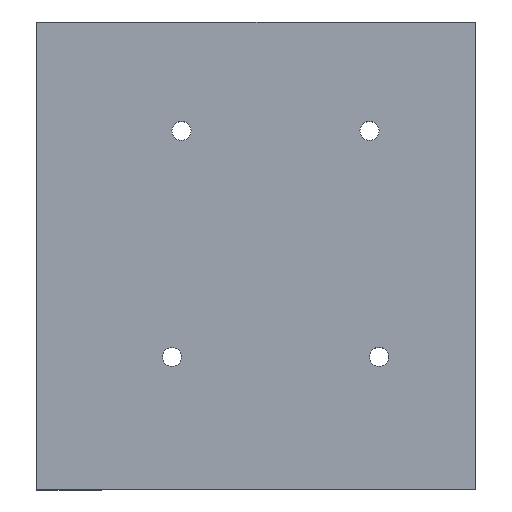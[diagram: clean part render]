
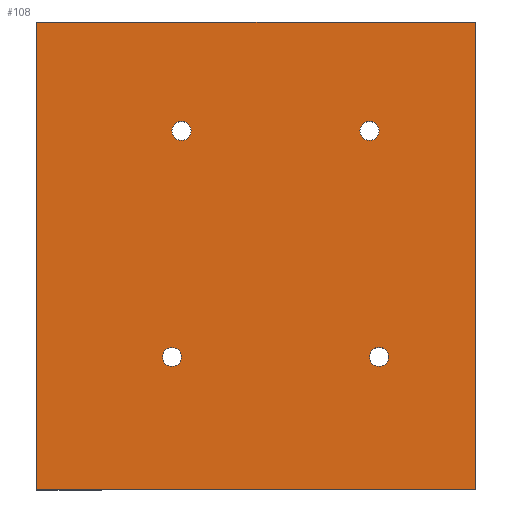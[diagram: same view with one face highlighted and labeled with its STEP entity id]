
A CAD part, top view. The second image highlights one B-rep face of the part: STEP entity #108.
In plain terms, the highlighted planar face has unit normal (0, 0, 1).
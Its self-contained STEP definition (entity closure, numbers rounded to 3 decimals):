
#5 = ORIENTED_EDGE ( 'NONE', *, *, #341, .F. ) ;
#6 = DIRECTION ( 'NONE',  ( 1., 0., 0. ) ) ;
#13 = CARTESIAN_POINT ( 'NONE',  ( -3.044, 22., 24.512 ) ) ;
#18 = CARTESIAN_POINT ( 'NONE',  ( 3.322, 16.868, 24.512 ) ) ;
#22 = CARTESIAN_POINT ( 'NONE',  ( 12.628, 16.868, 24.512 ) ) ;
#29 = CARTESIAN_POINT ( 'NONE',  ( 4.224, 16.868, 24.512 ) ) ;
#42 = EDGE_CURVE ( 'NONE', #627, #477, #179, .T. ) ;
#58 = CARTESIAN_POINT ( 'NONE',  ( 13.079, 6.224, 24.512 ) ) ;
#80 = AXIS2_PLACEMENT_3D ( 'NONE', #625, #558, #418 ) ;
#108 = ADVANCED_FACE ( 'NONE', ( #264, #253, #392, #458, #469 ), #387, .F. ) ;
#115 = VERTEX_POINT ( 'NONE', #181 ) ;
#116 = DIRECTION ( 'NONE',  ( 0., -1., 0. ) ) ;
#119 = VECTOR ( 'NONE', #430, 1000. ) ;
#122 = EDGE_CURVE ( 'NONE', #734, #584, #247, .T. ) ;
#130 = AXIS2_PLACEMENT_3D ( 'NONE', #529, #885, #743 ) ;
#132 = CARTESIAN_POINT ( 'NONE',  ( 2.876, 6.224, 24.512 ) ) ;
#134 = EDGE_CURVE ( 'NONE', #512, #807, #897, .T. ) ;
#138 = CIRCLE ( 'NONE', #742, 0.451 ) ;
#145 = CARTESIAN_POINT ( 'NONE',  ( 13.079, 16.868, 24.512 ) ) ;
#151 = ORIENTED_EDGE ( 'NONE', *, *, #869, .F. ) ;
#177 = ORIENTED_EDGE ( 'NONE', *, *, #134, .F. ) ;
#179 = CIRCLE ( 'NONE', #686, 0.446 ) ;
#181 = CARTESIAN_POINT ( 'NONE',  ( 17.606, 0., 24.512 ) ) ;
#182 = EDGE_LOOP ( 'NONE', ( #724, #378 ) ) ;
#183 = DIRECTION ( 'NONE',  ( 0., 0., 1. ) ) ;
#196 = EDGE_LOOP ( 'NONE', ( #677, #177 ) ) ;
#207 = VERTEX_POINT ( 'NONE', #13 ) ;
#213 = ORIENTED_EDGE ( 'NONE', *, *, #774, .F. ) ;
#222 = CARTESIAN_POINT ( 'NONE',  ( 17.606, 22., 24.512 ) ) ;
#228 = CARTESIAN_POINT ( 'NONE',  ( 0., 0., 24.512 ) ) ;
#234 = CARTESIAN_POINT ( 'NONE',  ( 3.768, 6.224, 24.512 ) ) ;
#247 = CIRCLE ( 'NONE', #735, 0.45 ) ;
#249 = DIRECTION ( 'NONE',  ( 1., 0., 0. ) ) ;
#253 = FACE_BOUND ( 'NONE', #182, .T. ) ;
#264 = FACE_BOUND ( 'NONE', #776, .T. ) ;
#269 = CARTESIAN_POINT ( 'NONE',  ( 12.629, 6.224, 24.512 ) ) ;
#272 = VERTEX_POINT ( 'NONE', #696 ) ;
#293 = ORIENTED_EDGE ( 'NONE', *, *, #487, .T. ) ;
#299 = LINE ( 'NONE', #228, #472 ) ;
#307 = LINE ( 'NONE', #745, #319 ) ;
#319 = VECTOR ( 'NONE', #116, 1000. ) ;
#336 = DIRECTION ( 'NONE',  ( 1., 0., 0. ) ) ;
#341 = EDGE_CURVE ( 'NONE', #272, #115, #783, .T. ) ;
#350 = CARTESIAN_POINT ( 'NONE',  ( 12.177, 16.868, 24.512 ) ) ;
#354 = EDGE_CURVE ( 'NONE', #207, #272, #713, .T. ) ;
#378 = ORIENTED_EDGE ( 'NONE', *, *, #122, .F. ) ;
#387 = PLANE ( 'NONE',  #130 ) ;
#392 = FACE_BOUND ( 'NONE', #582, .T. ) ;
#396 = CARTESIAN_POINT ( 'NONE',  ( 3.773, 16.868, 24.512 ) ) ;
#406 = CIRCLE ( 'NONE', #80, 0.451 ) ;
#413 = AXIS2_PLACEMENT_3D ( 'NONE', #396, #610, #249 ) ;
#418 = DIRECTION ( 'NONE',  ( 1., 0., 0. ) ) ;
#423 = DIRECTION ( 'NONE',  ( 0., 0., 1. ) ) ;
#425 = AXIS2_PLACEMENT_3D ( 'NONE', #718, #501, #336 ) ;
#430 = DIRECTION ( 'NONE',  ( 1., 0., 0. ) ) ;
#441 = VERTEX_POINT ( 'NONE', #804 ) ;
#448 = ORIENTED_EDGE ( 'NONE', *, *, #42, .F. ) ;
#454 = ORIENTED_EDGE ( 'NONE', *, *, #354, .F. ) ;
#458 = FACE_BOUND ( 'NONE', #196, .T. ) ;
#460 = EDGE_CURVE ( 'NONE', #441, #115, #299, .T. ) ;
#469 = FACE_OUTER_BOUND ( 'NONE', #731, .T. ) ;
#472 = VECTOR ( 'NONE', #509, 1000. ) ;
#477 = VERTEX_POINT ( 'NONE', #234 ) ;
#487 = EDGE_CURVE ( 'NONE', #207, #441, #307, .T. ) ;
#490 = DIRECTION ( 'NONE',  ( 1., 0., 0. ) ) ;
#501 = DIRECTION ( 'NONE',  ( 0., 0., 1. ) ) ;
#509 = DIRECTION ( 'NONE',  ( 1., 0., 0. ) ) ;
#512 = VERTEX_POINT ( 'NONE', #29 ) ;
#529 = CARTESIAN_POINT ( 'NONE',  ( 0., 22., 24.512 ) ) ;
#533 = CIRCLE ( 'NONE', #771, 0.451 ) ;
#558 = DIRECTION ( 'NONE',  ( 0., 0., 1. ) ) ;
#565 = CARTESIAN_POINT ( 'NONE',  ( 12.628, 16.868, 24.512 ) ) ;
#566 = ORIENTED_EDGE ( 'NONE', *, *, #460, .T. ) ;
#570 = DIRECTION ( 'NONE',  ( 1., 0., 0. ) ) ;
#582 = EDGE_LOOP ( 'NONE', ( #213, #151 ) ) ;
#584 = VERTEX_POINT ( 'NONE', #269 ) ;
#604 = AXIS2_PLACEMENT_3D ( 'NONE', #720, #423, #490 ) ;
#610 = DIRECTION ( 'NONE',  ( 0., 0., 1. ) ) ;
#625 = CARTESIAN_POINT ( 'NONE',  ( 3.773, 16.868, 24.512 ) ) ;
#627 = VERTEX_POINT ( 'NONE', #132 ) ;
#642 = CARTESIAN_POINT ( 'NONE',  ( 0., 22., 24.512 ) ) ;
#657 = DIRECTION ( 'NONE',  ( 1., 0., 0. ) ) ;
#673 = VECTOR ( 'NONE', #846, 1000. ) ;
#677 = ORIENTED_EDGE ( 'NONE', *, *, #889, .F. ) ;
#686 = AXIS2_PLACEMENT_3D ( 'NONE', #733, #736, #657 ) ;
#696 = CARTESIAN_POINT ( 'NONE',  ( 17.606, 22., 24.512 ) ) ;
#713 = LINE ( 'NONE', #642, #119 ) ;
#718 = CARTESIAN_POINT ( 'NONE',  ( 13.079, 6.224, 24.512 ) ) ;
#720 = CARTESIAN_POINT ( 'NONE',  ( 3.322, 6.224, 24.512 ) ) ;
#724 = ORIENTED_EDGE ( 'NONE', *, *, #746, .F. ) ;
#730 = ORIENTED_EDGE ( 'NONE', *, *, #834, .F. ) ;
#731 = EDGE_LOOP ( 'NONE', ( #566, #5, #454, #293 ) ) ;
#733 = CARTESIAN_POINT ( 'NONE',  ( 3.322, 6.224, 24.512 ) ) ;
#734 = VERTEX_POINT ( 'NONE', #788 ) ;
#735 = AXIS2_PLACEMENT_3D ( 'NONE', #58, #183, #808 ) ;
#736 = DIRECTION ( 'NONE',  ( 0., 0., 1. ) ) ;
#742 = AXIS2_PLACEMENT_3D ( 'NONE', #22, #782, #6 ) ;
#743 = DIRECTION ( 'NONE',  ( -1., 0., 0. ) ) ;
#745 = CARTESIAN_POINT ( 'NONE',  ( -3.044, 22., 24.512 ) ) ;
#746 = EDGE_CURVE ( 'NONE', #584, #734, #821, .T. ) ;
#771 = AXIS2_PLACEMENT_3D ( 'NONE', #565, #786, #570 ) ;
#774 = EDGE_CURVE ( 'NONE', #883, #864, #138, .T. ) ;
#776 = EDGE_LOOP ( 'NONE', ( #448, #730 ) ) ;
#782 = DIRECTION ( 'NONE',  ( 0., 0., 1. ) ) ;
#783 = LINE ( 'NONE', #222, #673 ) ;
#786 = DIRECTION ( 'NONE',  ( 0., 0., 1. ) ) ;
#788 = CARTESIAN_POINT ( 'NONE',  ( 13.529, 6.224, 24.512 ) ) ;
#804 = CARTESIAN_POINT ( 'NONE',  ( -3.044, 0., 24.512 ) ) ;
#807 = VERTEX_POINT ( 'NONE', #18 ) ;
#808 = DIRECTION ( 'NONE',  ( 1., 0., 0. ) ) ;
#821 = CIRCLE ( 'NONE', #425, 0.45 ) ;
#834 = EDGE_CURVE ( 'NONE', #477, #627, #892, .T. ) ;
#846 = DIRECTION ( 'NONE',  ( 0., -1., 0. ) ) ;
#864 = VERTEX_POINT ( 'NONE', #145 ) ;
#869 = EDGE_CURVE ( 'NONE', #864, #883, #533, .T. ) ;
#883 = VERTEX_POINT ( 'NONE', #350 ) ;
#885 = DIRECTION ( 'NONE',  ( 0., 0., -1. ) ) ;
#889 = EDGE_CURVE ( 'NONE', #807, #512, #406, .T. ) ;
#892 = CIRCLE ( 'NONE', #604, 0.446 ) ;
#897 = CIRCLE ( 'NONE', #413, 0.451 ) ;
